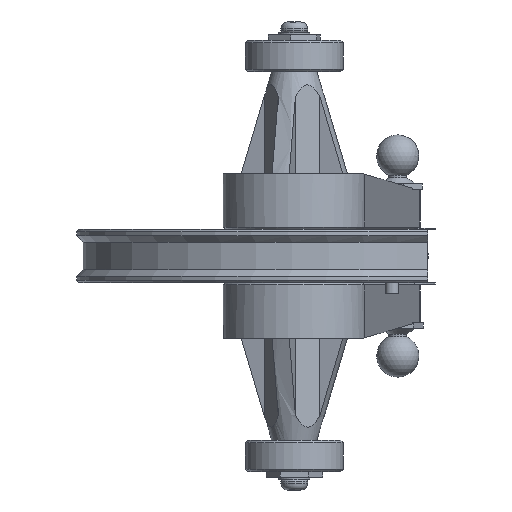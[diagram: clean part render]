
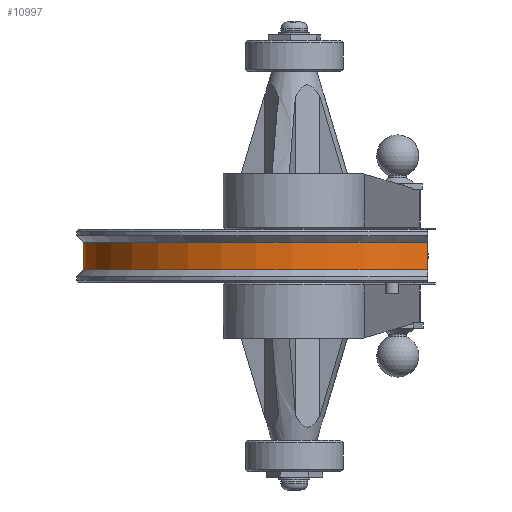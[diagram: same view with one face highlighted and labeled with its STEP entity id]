
A CAD part, left-side view. The second image highlights one B-rep face of the part: STEP entity #10997.
In plain terms, the highlighted cylindrical face has radius 47.492 mm (diameter 94.985 mm), a partial arc.
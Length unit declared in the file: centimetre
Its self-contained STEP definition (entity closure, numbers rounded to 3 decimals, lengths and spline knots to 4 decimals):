
#2961=VECTOR('',#12877,1.);
#3087=VECTOR('',#13036,1.);
#3912=LINE('',#16996,#2961);
#4038=LINE('',#17288,#3087);
#4863=VERTEX_POINT('',#16995);
#4864=VERTEX_POINT('',#16997);
#4997=VERTEX_POINT('',#17287);
#4998=VERTEX_POINT('',#17289);
#5446=CIRCLE('',#11661,4.7493);
#5447=CIRCLE('',#11663,4.7493);
#6066=EDGE_CURVE('',#4864,#4863,#3912,.T.);
#6214=EDGE_CURVE('',#4998,#4997,#4038,.T.);
#6410=EDGE_CURVE('',#4997,#4864,#5446,.T.);
#6411=EDGE_CURVE('',#4998,#4863,#5447,.T.);
#8506=ORIENTED_EDGE('',*,*,#6066,.T.);
#8507=ORIENTED_EDGE('',*,*,#6411,.F.);
#8508=ORIENTED_EDGE('',*,*,#6214,.T.);
#8509=ORIENTED_EDGE('',*,*,#6410,.T.);
#9739=EDGE_LOOP('',(#8506,#8507,#8508,#8509));
#10424=FACE_BOUND('',#9739,.T.);
#10997=ADVANCED_FACE('',(#10424),#23460,.T.);
#11661=AXIS2_PLACEMENT_3D('',#17698,#13350,#13351);
#11662=AXIS2_PLACEMENT_3D('',#17699,#13352,#13353);
#11663=AXIS2_PLACEMENT_3D('',#17700,#13354,#13355);
#12877=DIRECTION('',(0.,0.,1.));
#13036=DIRECTION('',(0.,0.,-1.));
#13350=DIRECTION('',(0.,0.,1.));
#13351=DIRECTION('',(0.,4.749,0.));
#13352=DIRECTION('',(0.,0.,1.));
#13353=DIRECTION('',(0.,4.749,0.));
#13354=DIRECTION('',(0.,0.,1.));
#13355=DIRECTION('',(0.,4.749,0.));
#16995=CARTESIAN_POINT('',(-3.6818,-3.,0.31));
#16996=CARTESIAN_POINT('',(-3.6818,-3.,0.));
#16997=CARTESIAN_POINT('',(-3.6818,-3.,-0.31));
#17287=CARTESIAN_POINT('',(3.6818,-3.,-0.31));
#17288=CARTESIAN_POINT('',(3.6818,-3.,0.));
#17289=CARTESIAN_POINT('',(3.6818,-3.,0.31));
#17698=CARTESIAN_POINT('',(0.,0.,-0.31));
#17699=CARTESIAN_POINT('',(0.,0.,0.));
#17700=CARTESIAN_POINT('',(0.,0.,0.31));
#23460=CYLINDRICAL_SURFACE('',#11662,4.7493);
